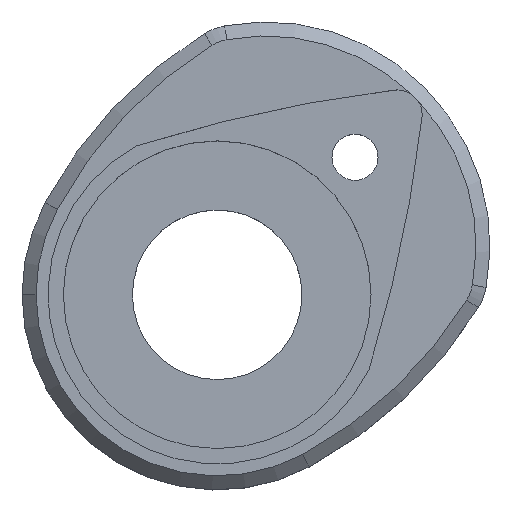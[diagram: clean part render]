
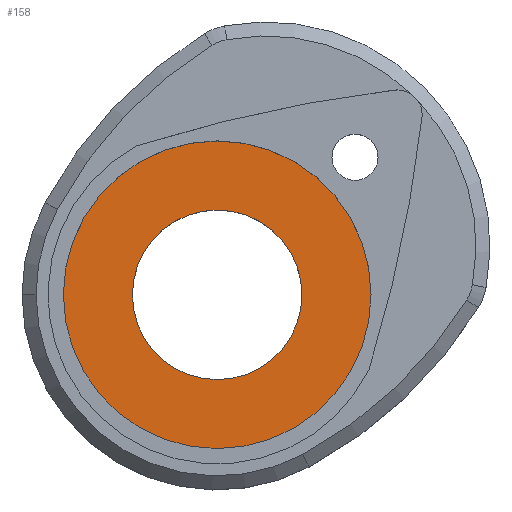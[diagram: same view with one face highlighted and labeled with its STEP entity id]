
A CAD part, top view. The second image highlights one B-rep face of the part: STEP entity #158.
In plain terms, the highlighted planar face has unit normal (0, 0, 1).
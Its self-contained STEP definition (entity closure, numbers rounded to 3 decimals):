
#11 = CARTESIAN_POINT ( 'NONE',  ( 0., 0., 11.5 ) ) ;
#26 = DIRECTION ( 'NONE',  ( 1., 0., 0. ) ) ;
#54 = DIRECTION ( 'NONE',  ( 1., 0., 0. ) ) ;
#158 = ADVANCED_FACE ( 'NONE', ( #988, #780 ), #984, .T. ) ;
#227 = DIRECTION ( 'NONE',  ( 0., 0., 1. ) ) ;
#283 = CARTESIAN_POINT ( 'NONE',  ( 6.063, 0., 11.5 ) ) ;
#314 = VERTEX_POINT ( 'NONE', #942 ) ;
#318 = ORIENTED_EDGE ( 'NONE', *, *, #652, .F. ) ;
#322 = DIRECTION ( 'NONE',  ( 1., 0., 0. ) ) ;
#342 = DIRECTION ( 'NONE',  ( 1., 0., 0. ) ) ;
#404 = CARTESIAN_POINT ( 'NONE',  ( 0., 0., 11.5 ) ) ;
#405 = CIRCLE ( 'NONE', #822, 11. ) ;
#445 = CIRCLE ( 'NONE', #577, 11. ) ;
#448 = VERTEX_POINT ( 'NONE', #283 ) ;
#475 = CIRCLE ( 'NONE', #485, 6.063 ) ;
#485 = AXIS2_PLACEMENT_3D ( 'NONE', #565, #227, #54 ) ;
#492 = CARTESIAN_POINT ( 'NONE',  ( 0., 0., 11.5 ) ) ;
#506 = EDGE_CURVE ( 'NONE', #580, #448, #704, .T. ) ;
#521 = DIRECTION ( 'NONE',  ( 0., 0., -1. ) ) ;
#543 = ORIENTED_EDGE ( 'NONE', *, *, #506, .F. ) ;
#565 = CARTESIAN_POINT ( 'NONE',  ( 0., 0., 11.5 ) ) ;
#577 = AXIS2_PLACEMENT_3D ( 'NONE', #11, #1088, #26 ) ;
#580 = VERTEX_POINT ( 'NONE', #1054 ) ;
#628 = EDGE_LOOP ( 'NONE', ( #954, #738 ) ) ;
#652 = EDGE_CURVE ( 'NONE', #448, #580, #475, .T. ) ;
#674 = EDGE_CURVE ( 'NONE', #314, #929, #405, .T. ) ;
#704 = CIRCLE ( 'NONE', #953, 6.063 ) ;
#738 = ORIENTED_EDGE ( 'NONE', *, *, #892, .F. ) ;
#780 = FACE_OUTER_BOUND ( 'NONE', #628, .T. ) ;
#785 = EDGE_LOOP ( 'NONE', ( #543, #318 ) ) ;
#819 = DIRECTION ( 'NONE',  ( 0., 0., 1. ) ) ;
#822 = AXIS2_PLACEMENT_3D ( 'NONE', #1008, #521, #930 ) ;
#883 = AXIS2_PLACEMENT_3D ( 'NONE', #492, #990, #342 ) ;
#892 = EDGE_CURVE ( 'NONE', #929, #314, #445, .T. ) ;
#910 = CARTESIAN_POINT ( 'NONE',  ( -11., 0., 11.5 ) ) ;
#929 = VERTEX_POINT ( 'NONE', #910 ) ;
#930 = DIRECTION ( 'NONE',  ( 1., 0., 0. ) ) ;
#942 = CARTESIAN_POINT ( 'NONE',  ( 11., 0., 11.5 ) ) ;
#953 = AXIS2_PLACEMENT_3D ( 'NONE', #404, #819, #322 ) ;
#954 = ORIENTED_EDGE ( 'NONE', *, *, #674, .F. ) ;
#984 = PLANE ( 'NONE',  #883 ) ;
#988 = FACE_BOUND ( 'NONE', #785, .T. ) ;
#990 = DIRECTION ( 'NONE',  ( 0., 0., 1. ) ) ;
#1008 = CARTESIAN_POINT ( 'NONE',  ( 0., 0., 11.5 ) ) ;
#1054 = CARTESIAN_POINT ( 'NONE',  ( -6.063, 0., 11.5 ) ) ;
#1088 = DIRECTION ( 'NONE',  ( 0., 0., -1. ) ) ;
